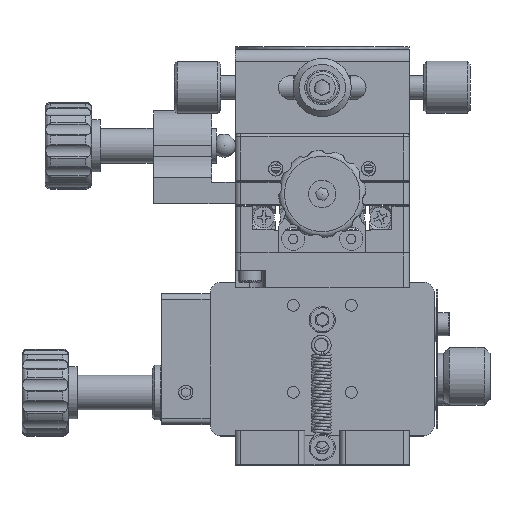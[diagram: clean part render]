
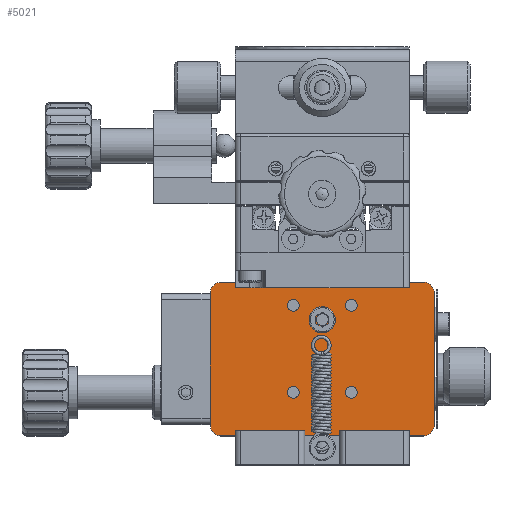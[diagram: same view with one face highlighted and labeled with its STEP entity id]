
A CAD part, top view. The second image highlights one B-rep face of the part: STEP entity #5021.
In plain terms, the highlighted planar face has unit normal (0, 0, 1).
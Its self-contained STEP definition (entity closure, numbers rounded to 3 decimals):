
#1348 = AXIS2_PLACEMENT_3D ( 'NONE', #87368, #74480, #66951 ) ;
#1833 = CARTESIAN_POINT ( 'NONE',  ( -19.3, 7.002, 9. ) ) ;
#2067 = EDGE_CURVE ( 'NONE', #9210, #25283, #64315, .T. ) ;
#2074 = FACE_BOUND ( 'NONE', #43315, .T. ) ;
#2515 = FACE_BOUND ( 'NONE', #43658, .T. ) ;
#2582 = CIRCLE ( 'NONE', #39386, 2. ) ;
#2726 = EDGE_CURVE ( 'NONE', #78591, #78591, #78567, .T. ) ;
#4215 = CARTESIAN_POINT ( 'NONE',  ( 17.3, 29.502, 9. ) ) ;
#4635 = AXIS2_PLACEMENT_3D ( 'NONE', #74059, #67407, #53645 ) ;
#5021 = ADVANCED_FACE ( 'NONE', ( #49124, #2515, #43328, #2074, #42461, #56228 ), #36260, .F. ) ;
#5658 = CARTESIAN_POINT ( 'NONE',  ( 5., 27.502, 9. ) ) ;
#6039 = DIRECTION ( 'NONE',  ( 0., -1., 0. ) ) ;
#7229 = ORIENTED_EDGE ( 'NONE', *, *, #71336, .T. ) ;
#8716 = CARTESIAN_POINT ( 'NONE',  ( 19.3, 5.002, 9. ) ) ;
#8912 = LINE ( 'NONE', #83542, #62644 ) ;
#9210 = VERTEX_POINT ( 'NONE', #74476 ) ;
#10465 = AXIS2_PLACEMENT_3D ( 'NONE', #66706, #42224, #68453 ) ;
#10507 = VERTEX_POINT ( 'NONE', #53215 ) ;
#10860 = DIRECTION ( 'NONE',  ( 0., 0., 1. ) ) ;
#11103 = DIRECTION ( 'NONE',  ( 0., 1., 0. ) ) ;
#11459 = DIRECTION ( 'NONE',  ( 0., 1., 0. ) ) ;
#13094 = CIRCLE ( 'NONE', #4635, 2. ) ;
#13773 = ORIENTED_EDGE ( 'NONE', *, *, #61748, .T. ) ;
#14541 = EDGE_CURVE ( 'NONE', #16324, #16324, #56419, .T. ) ;
#15177 = CIRCLE ( 'NONE', #37877, 2. ) ;
#15260 = AXIS2_PLACEMENT_3D ( 'NONE', #5658, #59820, #53162 ) ;
#15892 = VERTEX_POINT ( 'NONE', #62987 ) ;
#16324 = VERTEX_POINT ( 'NONE', #50519 ) ;
#16814 = CARTESIAN_POINT ( 'NONE',  ( -5., 27.502, 9. ) ) ;
#17819 = CARTESIAN_POINT ( 'NONE',  ( -5., 28.527, 9. ) ) ;
#18515 = CARTESIAN_POINT ( 'NONE',  ( 17.3, 31.502, 9. ) ) ;
#18780 = CARTESIAN_POINT ( 'NONE',  ( -17.3, 5.002, 9. ) ) ;
#19526 = LINE ( 'NONE', #75037, #36604 ) ;
#19550 = EDGE_CURVE ( 'NONE', #15892, #15892, #79787, .T. ) ;
#19798 = EDGE_LOOP ( 'NONE', ( #29438 ) ) ;
#20679 = CARTESIAN_POINT ( 'NONE',  ( -19.3, 5.002, 9. ) ) ;
#24442 = DIRECTION ( 'NONE',  ( 0., 0., -1. ) ) ;
#24936 = VERTEX_POINT ( 'NONE', #17819 ) ;
#25283 = VERTEX_POINT ( 'NONE', #18515 ) ;
#27222 = ORIENTED_EDGE ( 'NONE', *, *, #45289, .F. ) ;
#27627 = VECTOR ( 'NONE', #81091, 1000. ) ;
#28348 = ORIENTED_EDGE ( 'NONE', *, *, #50953, .T. ) ;
#29438 = ORIENTED_EDGE ( 'NONE', *, *, #19550, .T. ) ;
#29596 = DIRECTION ( 'NONE',  ( 0., 0., -1. ) ) ;
#30514 = AXIS2_PLACEMENT_3D ( 'NONE', #8716, #29596, #77095 ) ;
#31821 = EDGE_LOOP ( 'NONE', ( #28348 ) ) ;
#32662 = VERTEX_POINT ( 'NONE', #72848 ) ;
#33132 = LINE ( 'NONE', #40224, #71606 ) ;
#33241 = ORIENTED_EDGE ( 'NONE', *, *, #69846, .F. ) ;
#36260 = PLANE ( 'NONE',  #30514 ) ;
#36604 = VECTOR ( 'NONE', #86606, 1000. ) ;
#36740 = CIRCLE ( 'NONE', #50917, 1.025 ) ;
#37877 = AXIS2_PLACEMENT_3D ( 'NONE', #61943, #55279, #76599 ) ;
#39386 = AXIS2_PLACEMENT_3D ( 'NONE', #59668, #85884, #59238 ) ;
#39749 = ORIENTED_EDGE ( 'NONE', *, *, #2726, .T. ) ;
#40224 = CARTESIAN_POINT ( 'NONE',  ( 19.3, 5.002, 9. ) ) ;
#42224 = DIRECTION ( 'NONE',  ( 0., 0., -1. ) ) ;
#42461 = FACE_BOUND ( 'NONE', #31821, .T. ) ;
#43306 = DIRECTION ( 'NONE',  ( 0., 1., 0. ) ) ;
#43315 = EDGE_LOOP ( 'NONE', ( #39749 ) ) ;
#43328 = FACE_BOUND ( 'NONE', #19798, .T. ) ;
#43380 = ORIENTED_EDGE ( 'NONE', *, *, #2067, .T. ) ;
#43658 = EDGE_LOOP ( 'NONE', ( #61168 ) ) ;
#44082 = VERTEX_POINT ( 'NONE', #62943 ) ;
#45289 = EDGE_CURVE ( 'NONE', #9210, #48033, #33132, .T. ) ;
#45309 = CIRCLE ( 'NONE', #1348, 1.025 ) ;
#46984 = EDGE_LOOP ( 'NONE', ( #60102, #56552, #33241, #7229, #27222, #43380, #53112, #13773 ) ) ;
#47234 = EDGE_LOOP ( 'NONE', ( #55004 ) ) ;
#48033 = VERTEX_POINT ( 'NONE', #69935 ) ;
#48055 = EDGE_CURVE ( 'NONE', #79588, #79281, #15177, .T. ) ;
#49124 = FACE_BOUND ( 'NONE', #47234, .T. ) ;
#50519 = CARTESIAN_POINT ( 'NONE',  ( 5., 28.527, 9. ) ) ;
#50917 = AXIS2_PLACEMENT_3D ( 'NONE', #16814, #84336, #11459 ) ;
#50953 = EDGE_CURVE ( 'NONE', #24936, #24936, #36740, .T. ) ;
#53112 = ORIENTED_EDGE ( 'NONE', *, *, #78775, .T. ) ;
#53162 = DIRECTION ( 'NONE',  ( 0., 1., 0. ) ) ;
#53215 = CARTESIAN_POINT ( 'NONE',  ( -17.3, 31.502, 9. ) ) ;
#53252 = CARTESIAN_POINT ( 'NONE',  ( -5., 13.527, 9. ) ) ;
#53645 = DIRECTION ( 'NONE',  ( 0., 1., 0. ) ) ;
#54880 = LINE ( 'NONE', #20679, #27627 ) ;
#55004 = ORIENTED_EDGE ( 'NONE', *, *, #83873, .F. ) ;
#55279 = DIRECTION ( 'NONE',  ( 0., 0., 1. ) ) ;
#55547 = DIRECTION ( 'NONE',  ( -1., 0., 0. ) ) ;
#56228 = FACE_OUTER_BOUND ( 'NONE', #46984, .T. ) ;
#56419 = CIRCLE ( 'NONE', #15260, 1.025 ) ;
#56552 = ORIENTED_EDGE ( 'NONE', *, *, #48055, .T. ) ;
#57654 = CARTESIAN_POINT ( 'NONE',  ( 0., 23.977, 9. ) ) ;
#59238 = DIRECTION ( 'NONE',  ( 0., 1., 0. ) ) ;
#59668 = CARTESIAN_POINT ( 'NONE',  ( -17.3, 29.502, 9. ) ) ;
#59820 = DIRECTION ( 'NONE',  ( 0., 0., -1. ) ) ;
#60102 = ORIENTED_EDGE ( 'NONE', *, *, #74908, .T. ) ;
#61168 = ORIENTED_EDGE ( 'NONE', *, *, #14541, .T. ) ;
#61748 = EDGE_CURVE ( 'NONE', #10507, #44082, #2582, .T. ) ;
#61943 = CARTESIAN_POINT ( 'NONE',  ( -17.3, 7.002, 9. ) ) ;
#62644 = VECTOR ( 'NONE', #55547, 1000. ) ;
#62927 = AXIS2_PLACEMENT_3D ( 'NONE', #4215, #10860, #43306 ) ;
#62943 = CARTESIAN_POINT ( 'NONE',  ( -19.3, 29.502, 9. ) ) ;
#62987 = CARTESIAN_POINT ( 'NONE',  ( 5., 13.527, 9. ) ) ;
#64315 = CIRCLE ( 'NONE', #62927, 2. ) ;
#66706 = CARTESIAN_POINT ( 'NONE',  ( -5., 12.502, 9. ) ) ;
#66951 = DIRECTION ( 'NONE',  ( 0., -1., 0. ) ) ;
#67407 = DIRECTION ( 'NONE',  ( 0., 0., 1. ) ) ;
#68436 = AXIS2_PLACEMENT_3D ( 'NONE', #85278, #24442, #11103 ) ;
#68453 = DIRECTION ( 'NONE',  ( 0., 1., 0. ) ) ;
#69846 = EDGE_CURVE ( 'NONE', #32662, #79281, #8912, .T. ) ;
#69935 = CARTESIAN_POINT ( 'NONE',  ( 19.3, 7.002, 9. ) ) ;
#71004 = VERTEX_POINT ( 'NONE', #57654 ) ;
#71336 = EDGE_CURVE ( 'NONE', #32662, #48033, #13094, .T. ) ;
#71606 = VECTOR ( 'NONE', #6039, 1000. ) ;
#72848 = CARTESIAN_POINT ( 'NONE',  ( 17.3, 5.002, 9. ) ) ;
#74059 = CARTESIAN_POINT ( 'NONE',  ( 17.3, 7.002, 9. ) ) ;
#74476 = CARTESIAN_POINT ( 'NONE',  ( 19.3, 29.502, 9. ) ) ;
#74480 = DIRECTION ( 'NONE',  ( 0., 0., 1. ) ) ;
#74908 = EDGE_CURVE ( 'NONE', #44082, #79588, #54880, .T. ) ;
#75037 = CARTESIAN_POINT ( 'NONE',  ( 19.3, 31.502, 9. ) ) ;
#76599 = DIRECTION ( 'NONE',  ( 0., 1., 0. ) ) ;
#77095 = DIRECTION ( 'NONE',  ( 0., 1., 0. ) ) ;
#78567 = CIRCLE ( 'NONE', #10465, 1.025 ) ;
#78591 = VERTEX_POINT ( 'NONE', #53252 ) ;
#78775 = EDGE_CURVE ( 'NONE', #25283, #10507, #19526, .T. ) ;
#79281 = VERTEX_POINT ( 'NONE', #18780 ) ;
#79588 = VERTEX_POINT ( 'NONE', #1833 ) ;
#79787 = CIRCLE ( 'NONE', #68436, 1.025 ) ;
#81091 = DIRECTION ( 'NONE',  ( 0., -1., 0. ) ) ;
#83542 = CARTESIAN_POINT ( 'NONE',  ( 19.3, 5.002, 9. ) ) ;
#83873 = EDGE_CURVE ( 'NONE', #71004, #71004, #45309, .T. ) ;
#84336 = DIRECTION ( 'NONE',  ( 0., 0., -1. ) ) ;
#85278 = CARTESIAN_POINT ( 'NONE',  ( 5., 12.502, 9. ) ) ;
#85884 = DIRECTION ( 'NONE',  ( 0., 0., 1. ) ) ;
#86606 = DIRECTION ( 'NONE',  ( -1., 0., 0. ) ) ;
#87368 = CARTESIAN_POINT ( 'NONE',  ( 0., 25.002, 9. ) ) ;
